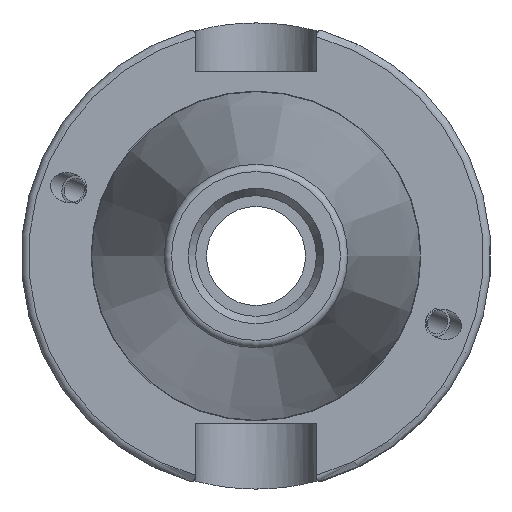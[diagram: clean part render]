
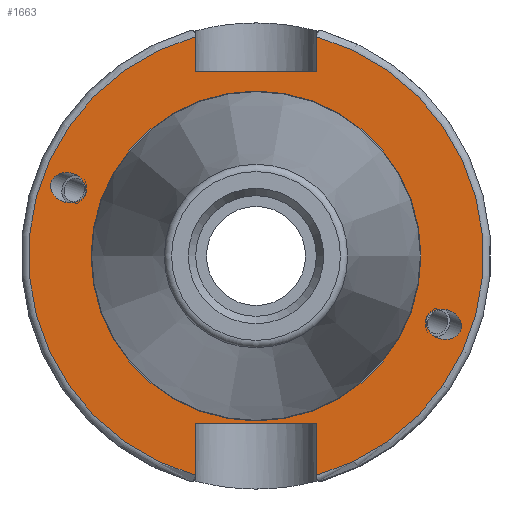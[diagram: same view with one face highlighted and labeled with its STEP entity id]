
A CAD part, left-side view. The second image highlights one B-rep face of the part: STEP entity #1663.
In plain terms, the highlighted planar face has unit normal (-1, 0, 0).
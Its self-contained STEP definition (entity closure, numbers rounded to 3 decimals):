
#23=ELLIPSE('',#1811,2.442,2.);
#32=ELLIPSE('',#1854,2.442,2.);
#42=FACE_BOUND('',#530,.T.);
#43=FACE_BOUND('',#531,.T.);
#44=FACE_BOUND('',#532,.T.);
#99=PLANE('',#1860);
#188=LINE('',#3045,#294);
#189=LINE('',#3047,#295);
#190=LINE('',#3049,#296);
#191=LINE('',#3053,#297);
#192=LINE('',#3055,#298);
#193=LINE('',#3056,#299);
#294=VECTOR('',#2268,10.);
#295=VECTOR('',#2269,10.);
#296=VECTOR('',#2270,10.);
#297=VECTOR('',#2273,10.);
#298=VECTOR('',#2274,10.);
#299=VECTOR('',#2275,10.);
#424=FACE_OUTER_BOUND('',#529,.T.);
#529=EDGE_LOOP('',(#1387,#1388,#1389,#1390,#1391,#1392,#1393,#1394));
#530=EDGE_LOOP('',(#1395));
#531=EDGE_LOOP('',(#1396));
#532=EDGE_LOOP('',(#1397));
#631=CIRCLE('',#1858,22.3);
#633=CIRCLE('',#1861,30.75);
#634=CIRCLE('',#1862,30.75);
#763=VERTEX_POINT('',#2851);
#801=VERTEX_POINT('',#3029);
#804=VERTEX_POINT('',#3036);
#805=VERTEX_POINT('',#3041);
#806=VERTEX_POINT('',#3042);
#807=VERTEX_POINT('',#3044);
#808=VERTEX_POINT('',#3046);
#809=VERTEX_POINT('',#3048);
#810=VERTEX_POINT('',#3050);
#811=VERTEX_POINT('',#3052);
#812=VERTEX_POINT('',#3054);
#961=EDGE_CURVE('',#763,#763,#23,.T.);
#1016=EDGE_CURVE('',#801,#801,#32,.T.);
#1019=EDGE_CURVE('',#804,#804,#631,.T.);
#1021=EDGE_CURVE('',#805,#806,#633,.T.);
#1022=EDGE_CURVE('',#805,#807,#188,.T.);
#1023=EDGE_CURVE('',#807,#808,#189,.T.);
#1024=EDGE_CURVE('',#808,#809,#190,.T.);
#1025=EDGE_CURVE('',#810,#809,#634,.T.);
#1026=EDGE_CURVE('',#810,#811,#191,.T.);
#1027=EDGE_CURVE('',#811,#812,#192,.T.);
#1028=EDGE_CURVE('',#812,#806,#193,.T.);
#1387=ORIENTED_EDGE('',*,*,#1021,.F.);
#1388=ORIENTED_EDGE('',*,*,#1022,.T.);
#1389=ORIENTED_EDGE('',*,*,#1023,.T.);
#1390=ORIENTED_EDGE('',*,*,#1024,.T.);
#1391=ORIENTED_EDGE('',*,*,#1025,.F.);
#1392=ORIENTED_EDGE('',*,*,#1026,.T.);
#1393=ORIENTED_EDGE('',*,*,#1027,.T.);
#1394=ORIENTED_EDGE('',*,*,#1028,.T.);
#1395=ORIENTED_EDGE('',*,*,#961,.T.);
#1396=ORIENTED_EDGE('',*,*,#1016,.T.);
#1397=ORIENTED_EDGE('',*,*,#1019,.F.);
#1663=ADVANCED_FACE('',(#424,#42,#43,#44),#99,.T.);
#1811=AXIS2_PLACEMENT_3D('',#2853,#2149,#2150);
#1854=AXIS2_PLACEMENT_3D('',#3031,#2252,#2253);
#1858=AXIS2_PLACEMENT_3D('',#3038,#2260,#2261);
#1860=AXIS2_PLACEMENT_3D('',#3040,#2264,#2265);
#1861=AXIS2_PLACEMENT_3D('',#3043,#2266,#2267);
#1862=AXIS2_PLACEMENT_3D('',#3051,#2271,#2272);
#2149=DIRECTION('center_axis',(1.,0.,0.));
#2150=DIRECTION('ref_axis',(0.,-0.94,-0.342));
#2252=DIRECTION('center_axis',(1.,0.,0.));
#2253=DIRECTION('ref_axis',(0.,0.94,0.342));
#2260=DIRECTION('center_axis',(-1.,0.,0.));
#2261=DIRECTION('ref_axis',(0.,-1.,0.));
#2264=DIRECTION('center_axis',(-1.,0.,0.));
#2265=DIRECTION('ref_axis',(0.,0.,1.));
#2266=DIRECTION('center_axis',(1.,0.,0.));
#2267=DIRECTION('ref_axis',(0.,-1.,0.));
#2268=DIRECTION('',(0.,0.,-1.));
#2269=DIRECTION('',(0.,1.,0.));
#2270=DIRECTION('',(0.,0.,1.));
#2271=DIRECTION('center_axis',(1.,0.,0.));
#2272=DIRECTION('ref_axis',(0.,1.,0.));
#2273=DIRECTION('',(0.,0.,1.));
#2274=DIRECTION('',(0.,-1.,0.));
#2275=DIRECTION('',(0.,0.,-1.));
#2851=CARTESIAN_POINT('',(3.175,-23.077,-8.399));
#2853=CARTESIAN_POINT('Origin',(3.175,-25.372,-9.235));
#3029=CARTESIAN_POINT('',(3.175,23.077,8.399));
#3031=CARTESIAN_POINT('Origin',(3.175,25.372,9.235));
#3036=CARTESIAN_POINT('',(3.175,0.,22.3));
#3038=CARTESIAN_POINT('Origin',(3.175,0.,0.));
#3040=CARTESIAN_POINT('Origin',(3.175,31.75,0.));
#3041=CARTESIAN_POINT('',(3.175,-8.19,29.639));
#3042=CARTESIAN_POINT('',(3.175,-8.19,-29.639));
#3043=CARTESIAN_POINT('Origin',(3.175,0.,0.));
#3044=CARTESIAN_POINT('',(3.175,-8.19,25.));
#3045=CARTESIAN_POINT('',(3.175,-8.19,12.5));
#3046=CARTESIAN_POINT('',(3.175,8.19,25.));
#3047=CARTESIAN_POINT('',(3.175,15.875,25.));
#3048=CARTESIAN_POINT('',(3.175,8.19,29.639));
#3049=CARTESIAN_POINT('',(3.175,8.19,12.5));
#3050=CARTESIAN_POINT('',(3.175,8.19,-29.639));
#3051=CARTESIAN_POINT('Origin',(3.175,0.,0.));
#3052=CARTESIAN_POINT('',(3.175,8.19,-22.6));
#3053=CARTESIAN_POINT('',(3.175,8.19,-11.3));
#3054=CARTESIAN_POINT('',(3.175,-8.19,-22.6));
#3055=CARTESIAN_POINT('',(3.175,15.875,-22.6));
#3056=CARTESIAN_POINT('',(3.175,-8.19,-11.3));
